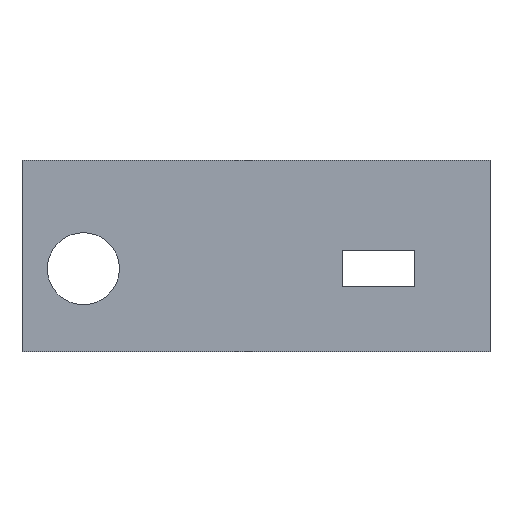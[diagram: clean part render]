
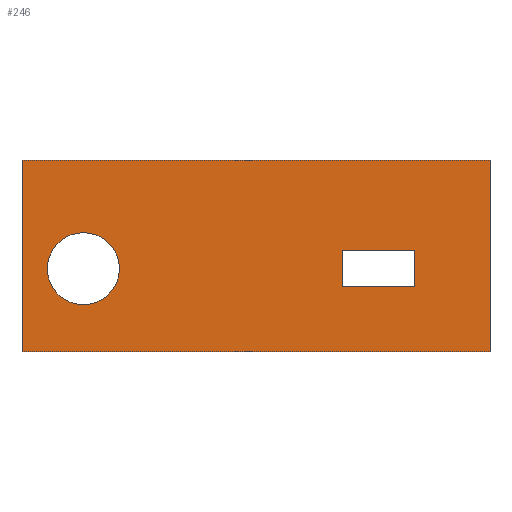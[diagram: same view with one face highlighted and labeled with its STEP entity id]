
A CAD part, front view. The second image highlights one B-rep face of the part: STEP entity #246.
In plain terms, the highlighted planar face has unit normal (0, -1, 0).
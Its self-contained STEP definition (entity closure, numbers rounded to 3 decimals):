
#13 = CARTESIAN_POINT ( 'NONE',  ( -42.179, 0., -7.475 ) ) ;
#19 = ORIENTED_EDGE ( 'NONE', *, *, #268, .F. ) ;
#22 = LINE ( 'NONE', #84, #101 ) ;
#23 = PLANE ( 'NONE',  #146 ) ;
#25 = LINE ( 'NONE', #28, #197 ) ;
#28 = CARTESIAN_POINT ( 'NONE',  ( 29.803, 0., -12.345 ) ) ;
#29 = EDGE_CURVE ( 'NONE', #245, #249, #216, .T. ) ;
#30 = CIRCLE ( 'NONE', #352, 10. ) ;
#32 = LINE ( 'NONE', #242, #287 ) ;
#54 = DIRECTION ( 'NONE',  ( 0., 0., 1. ) ) ;
#62 = CARTESIAN_POINT ( 'NONE',  ( 29.803, 0., -2.345 ) ) ;
#63 = VECTOR ( 'NONE', #142, 1000. ) ;
#69 = VERTEX_POINT ( 'NONE', #334 ) ;
#73 = VERTEX_POINT ( 'NONE', #346 ) ;
#84 = CARTESIAN_POINT ( 'NONE',  ( 70.726, 0., -30.511 ) ) ;
#85 = LINE ( 'NONE', #295, #342 ) ;
#90 = CARTESIAN_POINT ( 'NONE',  ( 29.803, 0., -2.345 ) ) ;
#92 = ORIENTED_EDGE ( 'NONE', *, *, #286, .F. ) ;
#97 = EDGE_CURVE ( 'NONE', #69, #69, #30, .T. ) ;
#98 = DIRECTION ( 'NONE',  ( 0., 0., -1. ) ) ;
#101 = VECTOR ( 'NONE', #143, 1000. ) ;
#115 = EDGE_CURVE ( 'NONE', #311, #272, #85, .T. ) ;
#122 = EDGE_CURVE ( 'NONE', #73, #311, #386, .T. ) ;
#124 = CARTESIAN_POINT ( 'NONE',  ( 70.726, 0., 22.616 ) ) ;
#133 = CARTESIAN_POINT ( 'NONE',  ( 29.803, 0., -2.345 ) ) ;
#142 = DIRECTION ( 'NONE',  ( 1., 0., 0. ) ) ;
#143 = DIRECTION ( 'NONE',  ( 0., 0., -1. ) ) ;
#146 = AXIS2_PLACEMENT_3D ( 'NONE', #227, #293, #230 ) ;
#150 = DIRECTION ( 'NONE',  ( -1., 0., 0. ) ) ;
#153 = DIRECTION ( 'NONE',  ( 1., 0., 0. ) ) ;
#161 = EDGE_LOOP ( 'NONE', ( #217 ) ) ;
#165 = VECTOR ( 'NONE', #98, 1000. ) ;
#169 = FACE_OUTER_BOUND ( 'NONE', #349, .T. ) ;
#173 = LINE ( 'NONE', #90, #308 ) ;
#175 = CARTESIAN_POINT ( 'NONE',  ( 49.803, 0., -2.345 ) ) ;
#180 = DIRECTION ( 'NONE',  ( 0., 0., 1. ) ) ;
#186 = VERTEX_POINT ( 'NONE', #124 ) ;
#194 = CARTESIAN_POINT ( 'NONE',  ( 49.803, 0., -2.345 ) ) ;
#197 = VECTOR ( 'NONE', #150, 1000. ) ;
#198 = DIRECTION ( 'NONE',  ( -1., 0., 0. ) ) ;
#201 = CARTESIAN_POINT ( 'NONE',  ( -59.213, 0., -30.511 ) ) ;
#213 = ORIENTED_EDGE ( 'NONE', *, *, #29, .T. ) ;
#215 = ORIENTED_EDGE ( 'NONE', *, *, #115, .F. ) ;
#216 = LINE ( 'NONE', #133, #63 ) ;
#217 = ORIENTED_EDGE ( 'NONE', *, *, #97, .T. ) ;
#223 = EDGE_CURVE ( 'NONE', #299, #260, #25, .T. ) ;
#227 = CARTESIAN_POINT ( 'NONE',  ( 0., 0., 0. ) ) ;
#230 = DIRECTION ( 'NONE',  ( 0., 0., 1. ) ) ;
#242 = CARTESIAN_POINT ( 'NONE',  ( -59.213, 0., 22.616 ) ) ;
#245 = VERTEX_POINT ( 'NONE', #62 ) ;
#246 = ADVANCED_FACE ( 'NONE', ( #389, #325, #169 ), #23, .F. ) ;
#249 = VERTEX_POINT ( 'NONE', #194 ) ;
#256 = CARTESIAN_POINT ( 'NONE',  ( -59.213, 0., 22.616 ) ) ;
#260 = VERTEX_POINT ( 'NONE', #291 ) ;
#268 = EDGE_CURVE ( 'NONE', #186, #73, #22, .T. ) ;
#272 = VERTEX_POINT ( 'NONE', #256 ) ;
#276 = ORIENTED_EDGE ( 'NONE', *, *, #354, .T. ) ;
#286 = EDGE_CURVE ( 'NONE', #272, #186, #32, .T. ) ;
#287 = VECTOR ( 'NONE', #153, 1000. ) ;
#291 = CARTESIAN_POINT ( 'NONE',  ( 29.803, 0., -12.345 ) ) ;
#292 = EDGE_CURVE ( 'NONE', #260, #245, #173, .T. ) ;
#293 = DIRECTION ( 'NONE',  ( 0., 1., 0. ) ) ;
#295 = CARTESIAN_POINT ( 'NONE',  ( -59.213, 0., -30.511 ) ) ;
#299 = VERTEX_POINT ( 'NONE', #310 ) ;
#308 = VECTOR ( 'NONE', #180, 1000. ) ;
#310 = CARTESIAN_POINT ( 'NONE',  ( 49.803, 0., -12.345 ) ) ;
#311 = VERTEX_POINT ( 'NONE', #201 ) ;
#314 = EDGE_LOOP ( 'NONE', ( #213, #276, #315, #388 ) ) ;
#315 = ORIENTED_EDGE ( 'NONE', *, *, #223, .T. ) ;
#325 = FACE_BOUND ( 'NONE', #161, .T. ) ;
#332 = DIRECTION ( 'NONE',  ( 0., 0., 1. ) ) ;
#334 = CARTESIAN_POINT ( 'NONE',  ( -42.179, 0., 2.525 ) ) ;
#342 = VECTOR ( 'NONE', #332, 1000. ) ;
#344 = DIRECTION ( 'NONE',  ( 0., 1., 0. ) ) ;
#346 = CARTESIAN_POINT ( 'NONE',  ( 70.726, 0., -30.511 ) ) ;
#349 = EDGE_LOOP ( 'NONE', ( #215, #368, #19, #92 ) ) ;
#352 = AXIS2_PLACEMENT_3D ( 'NONE', #13, #344, #54 ) ;
#353 = CARTESIAN_POINT ( 'NONE',  ( -59.213, 0., -30.511 ) ) ;
#354 = EDGE_CURVE ( 'NONE', #249, #299, #366, .T. ) ;
#366 = LINE ( 'NONE', #175, #165 ) ;
#368 = ORIENTED_EDGE ( 'NONE', *, *, #122, .F. ) ;
#383 = VECTOR ( 'NONE', #198, 1000. ) ;
#386 = LINE ( 'NONE', #353, #383 ) ;
#388 = ORIENTED_EDGE ( 'NONE', *, *, #292, .T. ) ;
#389 = FACE_BOUND ( 'NONE', #314, .T. ) ;
